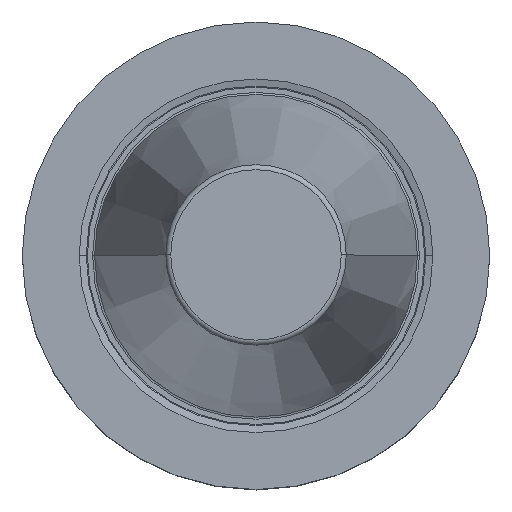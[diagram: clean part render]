
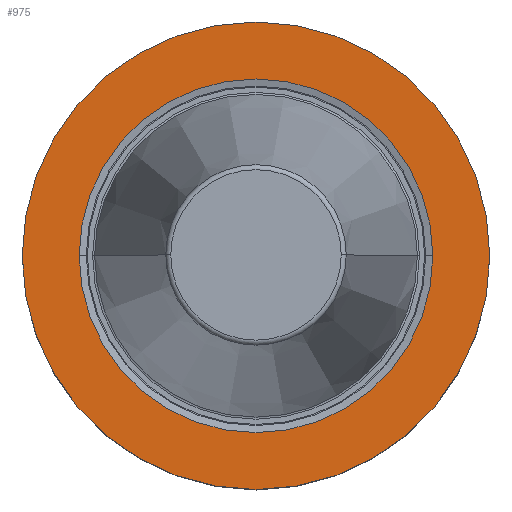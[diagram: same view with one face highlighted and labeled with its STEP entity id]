
A CAD part, top view. The second image highlights one B-rep face of the part: STEP entity #975.
In plain terms, the highlighted planar face has unit normal (0, 0, 1).
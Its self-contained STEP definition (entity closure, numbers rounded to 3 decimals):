
#130=CARTESIAN_POINT('',(0.,0.,-2.));
#131=DIRECTION('',(0.,0.,-1.));
#132=DIRECTION('',(1.,0.,0.));
#133=AXIS2_PLACEMENT_3D('',#130,#131,#132);
#138=CARTESIAN_POINT('',(0.,0.,-2.));
#139=DIRECTION('',(0.,0.,1.));
#140=DIRECTION('',(1.,0.,0.));
#141=AXIS2_PLACEMENT_3D('',#138,#139,#140);
#146=CARTESIAN_POINT('',(0.,0.,-2.));
#147=DIRECTION('',(0.,0.,1.));
#148=DIRECTION('',(1.,0.,0.));
#149=AXIS2_PLACEMENT_3D('',#146,#147,#148);
#154=CARTESIAN_POINT('',(0.,0.,-2.));
#155=DIRECTION('',(0.,0.,1.));
#156=DIRECTION('',(-1.,0.,0.));
#157=AXIS2_PLACEMENT_3D('',#154,#155,#156);
#768=CARTESIAN_POINT('',(23.,0.,-2.));
#769=CARTESIAN_POINT('',(-23.,0.,-2.));
#770=VERTEX_POINT('',#768);
#771=VERTEX_POINT('',#769);
#830=CARTESIAN_POINT('',(17.396,0.,-2.));
#831=VERTEX_POINT('',#830);
#834=CARTESIAN_POINT('',(-17.396,0.,-2.));
#835=VERTEX_POINT('',#834);
#960=CARTESIAN_POINT('',(0.,0.,-2.));
#961=DIRECTION('',(0.,0.,-1.));
#962=DIRECTION('',(-1.,0.,0.));
#963=AXIS2_PLACEMENT_3D('',#960,#961,#962);
#964=PLANE('',#963);
#965=ORIENTED_EDGE('',*,*,#869,.T.);
#966=ORIENTED_EDGE('',*,*,#936,.F.);
#967=EDGE_LOOP('',(#965,#966));
#968=FACE_OUTER_BOUND('',#967,.F.);
#970=ORIENTED_EDGE('',*,*,#969,.T.);
#972=ORIENTED_EDGE('',*,*,#971,.T.);
#973=EDGE_LOOP('',(#970,#972));
#974=FACE_BOUND('',#973,.F.);
#134=CIRCLE('',#133,23.);
#142=CIRCLE('',#141,23.);
#150=CIRCLE('',#149,17.396);
#158=CIRCLE('',#157,17.396);
#869=EDGE_CURVE('',#770,#771,#134,.T.);
#936=EDGE_CURVE('',#770,#771,#142,.T.);
#969=EDGE_CURVE('',#831,#835,#150,.T.);
#971=EDGE_CURVE('',#835,#831,#158,.T.);
#975=ADVANCED_FACE('',(#968,#974),#964,.F.);
